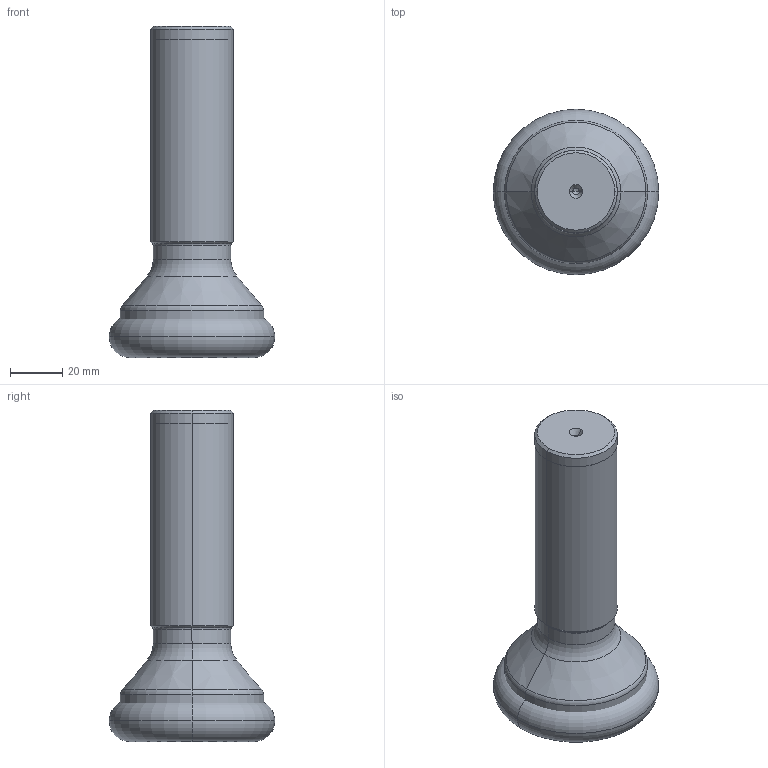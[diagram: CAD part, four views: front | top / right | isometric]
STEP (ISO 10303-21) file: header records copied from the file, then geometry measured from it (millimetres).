
FILE_DESCRIPTION(/* description */ (''),/* implementation_level */ '2;1');
FILE_NAME(/* name */ 'BRP7UPR404W20_ID0_625.stp',/* time_stamp */ '2021-02-02T08:26:00+09:00',/* author */ (''),/* organization */ (''),/* preprocessor_version */ 'ST-DEVELOPER v16',/* originating_system */ 'SIEMENS PLM Software NX 10.0',/* authorisation */ '');
FILE_SCHEMA (('AUTOMOTIVE_DESIGN { 1 0 10303 214 3 1 1 1 }'));
Length unit declared in the file: millimetre
Products named in the file (1): BRP7UPR404W20_ID0_625_ASM
Bounding box: 63.5 x 63.5 x 127 mm (x, y, z)
Volume: 163851.5 mm3; surface area: 26230.4 mm2
Topology: 2 solids, 2 shells, 52 faces, 132 edges, 87 vertices
Faces by surface type: cone 22, torus 14, cylinder 12, plane 4
Entity records: 1725 total; most frequent: DIRECTION 348, CARTESIAN_POINT 274, ORIENTED_EDGE 252, AXIS2_PLACEMENT_3D 157, EDGE_CURVE 126, CIRCLE 94, VERTEX_POINT 80, EDGE_LOOP 56
